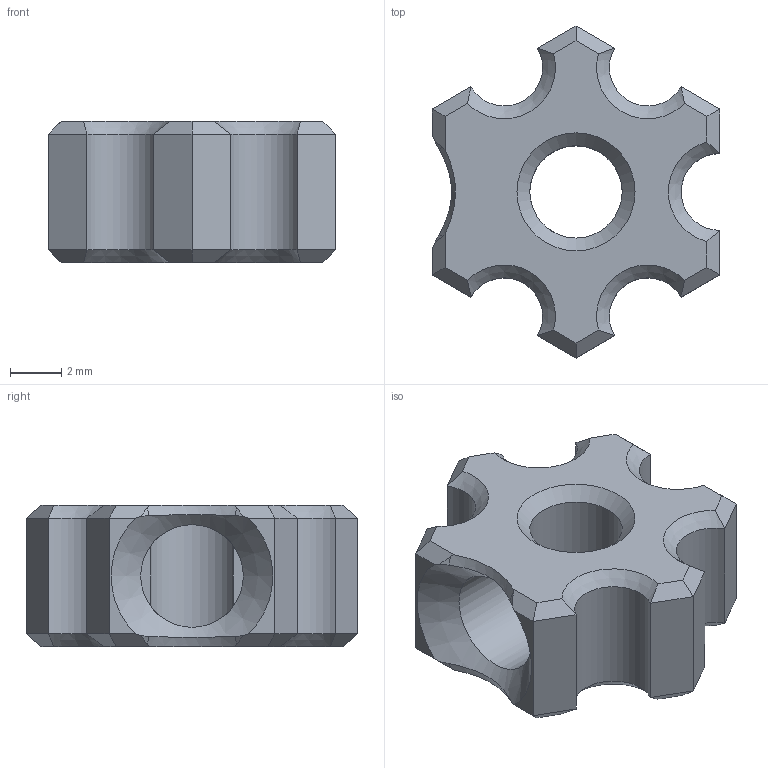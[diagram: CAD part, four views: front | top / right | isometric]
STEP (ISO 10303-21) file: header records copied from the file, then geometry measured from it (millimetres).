
FILE_DESCRIPTION(/* description */ (''),/* implementation_level */ '2;1');
FILE_NAME(/* name */ 'Hex Nut v5 v5.step',/* time_stamp */ '2020-11-26T17:50:44-08:00',/* author */ (''),/* organization */ (''),/* preprocessor_version */ 'ST-DEVELOPER v18.1',/* originating_system */ 'Autodesk Translation Framework v9.3.0.1241',/* authorisation */ '');
FILE_SCHEMA (('AUTOMOTIVE_DESIGN { 1 0 10303 214 3 1 1 }'));
Length unit declared in the file: millimetre
Products named in the file (1): Hex Nut v5
Bounding box: 11.2 x 12.93 x 5.5 mm (x, y, z)
Volume: 368.6 mm3; surface area: 468.3 mm2
Topology: 1 solids, 1 shells, 66 faces, 160 edges, 95 vertices
Faces by surface type: plane 40, cone 13, cylinder 7, bspline 6
Full cylindrical faces by diameter (mm): 3.6 x1, 4 x1
Entity records: 2082 total; most frequent: CARTESIAN_POINT 595, ORIENTED_EDGE 320, DIRECTION 267, EDGE_CURVE 160, VERTEX_POINT 95, AXIS2_PLACEMENT_3D 92, LINE 83, VECTOR 83
